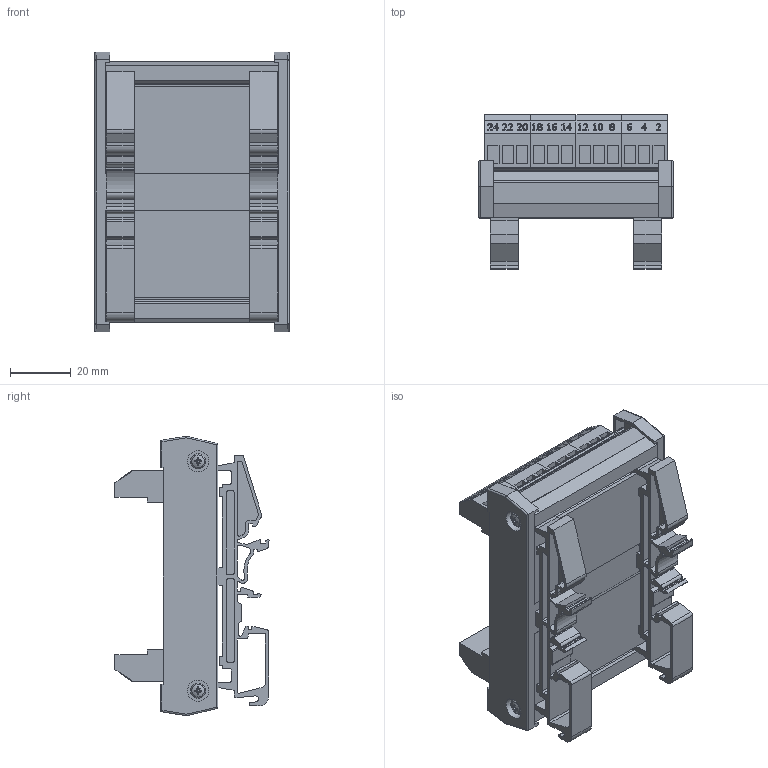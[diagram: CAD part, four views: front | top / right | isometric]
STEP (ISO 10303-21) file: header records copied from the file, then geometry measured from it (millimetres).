
FILE_DESCRIPTION((''),'2;1');
FILE_NAME('8837.2.stp','2014-01-13T10:04:51',('roland'),(''),'Autodesk Inventor 2013','Autodesk Inventor 2013','');
FILE_SCHEMA(('CONFIG_CONTROL_DESIGN'));
Length unit declared in the file: millimetre
Products named in the file (9): 8837; 12 plate; 3 hole green; 12diodes; BASE SIDE; BASE LEGS; BS EN ISO 7045 Z - Metric M2.5 x 10 - 4.8 - Z; 12 lable1N; 12 lable2N
Assembly tree (20 placements, depth 2):
  8837
    12 plate
    3 hole green  x8
    12diodes
    BASE SIDE  x2
    BASE LEGS  x2
    BS EN ISO 7045 Z - Metric M2.5 x 10 - 4.8 - Z  x4
    12 lable1N
    12 lable2N
Bounding box: 64 x 50.69 x 91.98 mm (x, y, z)
Volume: 50676.9 mm3; surface area: 66761.6 mm2
Topology: 20 solids, 20 shells, 1865 faces, 5039 edges, 3342 vertices
Faces by surface type: plane 1110, cylinder 345, bspline 322, cone 64, torus 20, sphere 4
Full cylindrical faces by diameter (mm): 1 x72, 1.3 x24, 2.256 x4, 2.5 x4, 3.2 x4, 3.75 x24, 7 x4, 9 x4
Entity records: 42622 total; most frequent: CARTESIAN_POINT 11572, ORIENTED_EDGE 6816, DIRECTION 5164, EDGE_CURVE 3408, VERTEX_POINT 2340, VECTOR 2220, LINE 2220, EDGE_LOOP 1650
